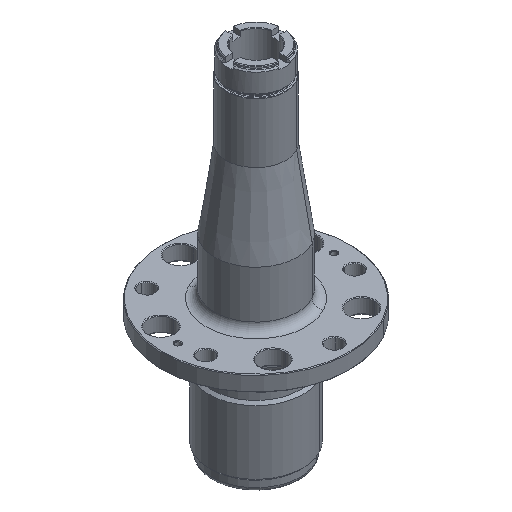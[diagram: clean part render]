
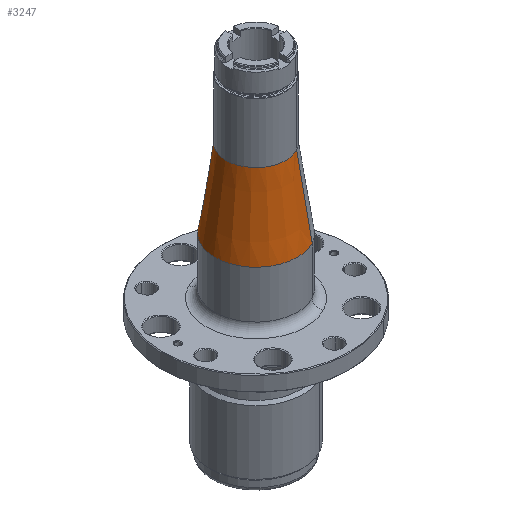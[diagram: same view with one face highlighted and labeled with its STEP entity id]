
A CAD part, isometric view. The second image highlights one B-rep face of the part: STEP entity #3247.
In plain terms, the highlighted conical face has half-angle 8.297 degrees and reference radius 23 mm.
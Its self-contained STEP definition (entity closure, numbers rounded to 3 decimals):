
#244=AXIS2_PLACEMENT_3D('Circle Axis2P3D',#242,#243,$) ;
#3152=AXIS2_PLACEMENT_3D('Circle Axis2P3D',#3150,#3151,$) ;
#3222=AXIS2_PLACEMENT_3D('Cone Axis2P3D',#3219,#3220,#3221) ;
#239=CARTESIAN_POINT('Vertex',(15.222,-27.863,55.)) ;
#242=CARTESIAN_POINT('Axis2P3D Location',(0.,0.,55.)) ;
#246=CARTESIAN_POINT('Vertex',(-15.222,27.863,55.)) ;
#3128=CARTESIAN_POINT('Vertex',(11.027,-20.184,115.)) ;
#3135=CARTESIAN_POINT('Vertex',(-11.027,20.184,115.)) ;
#3150=CARTESIAN_POINT('Axis2P3D Location',(0.,0.,115.)) ;
#3219=CARTESIAN_POINT('Axis2P3D Location',(0.,0.,115.)) ;
#3224=CARTESIAN_POINT('Line Origine',(-13.124,24.024,85.)) ;
#3229=CARTESIAN_POINT('Line Origine',(13.124,-24.024,85.)) ;
#243=DIRECTION('Axis2P3D Direction',(0.,0.,1.)) ;
#3151=DIRECTION('Axis2P3D Direction',(0.,0.,1.)) ;
#3220=DIRECTION('Axis2P3D Direction',(-0.,-0.,-1.)) ;
#3221=DIRECTION('Axis2P3D XDirection',(0.479,-0.878,0.)) ;
#3225=DIRECTION('Vector Direction',(-0.069,0.127,-0.99)) ;
#3230=DIRECTION('Vector Direction',(0.069,-0.127,-0.99)) ;
#3226=VECTOR('Line Direction',#3225,1.) ;
#3231=VECTOR('Line Direction',#3230,1.) ;
#3242=ORIENTED_EDGE('',*,*,#3233,.T.) ;
#3243=ORIENTED_EDGE('',*,*,#3154,.F.) ;
#3244=ORIENTED_EDGE('',*,*,#3228,.F.) ;
#3245=ORIENTED_EDGE('',*,*,#248,.T.) ;
#3247=ADVANCED_FACE('Corps principal',(#3246),#3223,.T.) ;
#245=CIRCLE('generated circle',#244,31.75) ;
#3153=CIRCLE('generated circle',#3152,23.) ;
#3223=CONICAL_SURFACE('Cone',#3222,23.,0.145) ;
#248=EDGE_CURVE('',#247,#240,#245,.T.) ;
#3154=EDGE_CURVE('',#3136,#3129,#3153,.T.) ;
#3228=EDGE_CURVE('',#247,#3136,#3227,.F.) ;
#3233=EDGE_CURVE('',#240,#3129,#3232,.F.) ;
#3241=EDGE_LOOP('',(#3242,#3243,#3244,#3245)) ;
#3246=FACE_OUTER_BOUND('',#3241,.T.) ;
#3227=LINE('Line',#3224,#3226) ;
#3232=LINE('Line',#3229,#3231) ;
#240=VERTEX_POINT('',#239) ;
#247=VERTEX_POINT('',#246) ;
#3129=VERTEX_POINT('',#3128) ;
#3136=VERTEX_POINT('',#3135) ;
